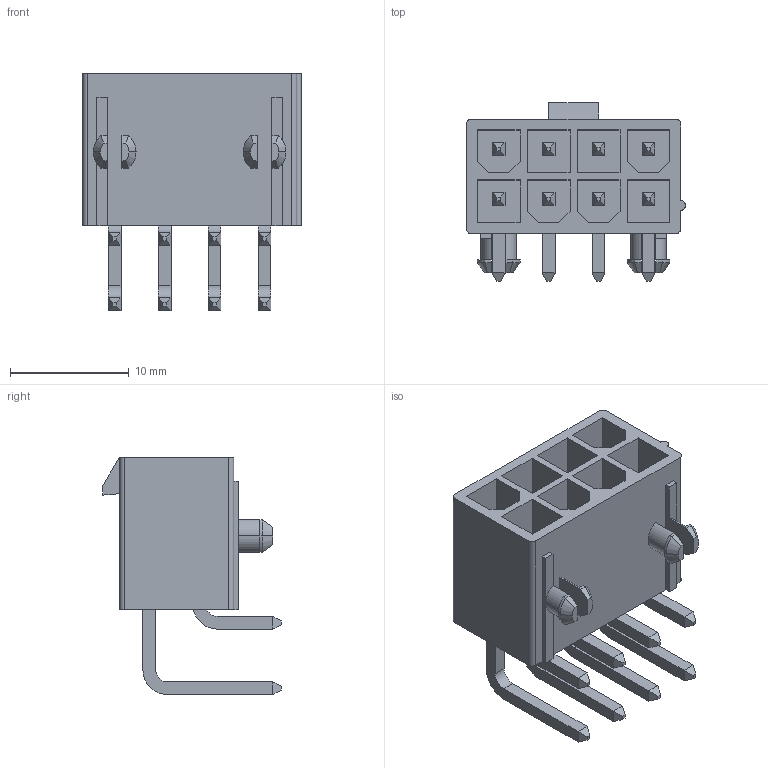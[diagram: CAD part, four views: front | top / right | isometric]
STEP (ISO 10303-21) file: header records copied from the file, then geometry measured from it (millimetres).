
FILE_DESCRIPTION(('STEP AP242'),'1');
FILE_NAME('0026013144.stp','2025-02-02T07:40:51',('TraceParts'),('TraceParts S.A.'),'Spatial InterOp 3D',' ',' ');
FILE_SCHEMA(('AP242_MANAGED_MODEL_BASED_3D_ENGINEERING_MIM_LF {1 0 10303 442 1 1 4}'));
Length unit declared in the file: millimetre
Products named in the file (1): 0026013144_1
Bounding box: 18.4 x 15 x 19.93 mm (x, y, z)
Volume: 1497.4 mm3; surface area: 2735.9 mm2
Topology: 1 solids, 1 shells, 294 faces, 730 edges, 486 vertices
Faces by surface type: plane 248, cylinder 38, cone 8
Entity records: 8540 total; most frequent: CARTESIAN_POINT 1492, DIRECTION 1418, ORIENTED_EDGE 1416, EDGE_CURVE 708, LINE 618, VECTOR 618, VERTEX_POINT 442, AXIS2_PLACEMENT_3D 400
